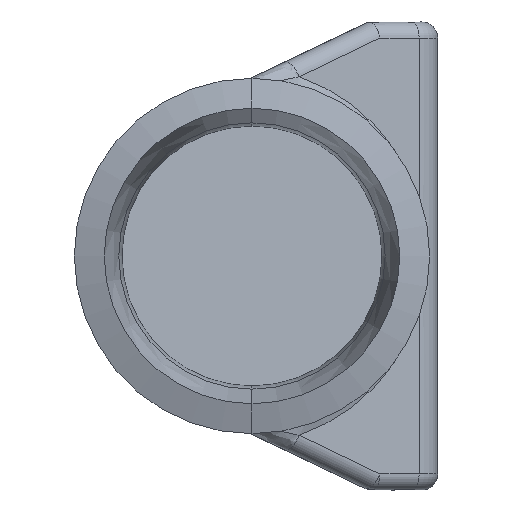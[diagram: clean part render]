
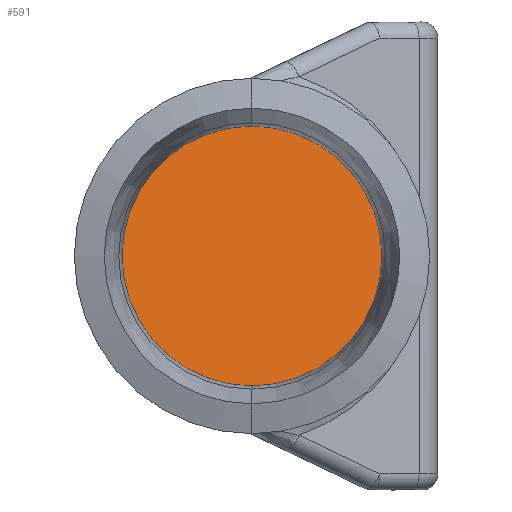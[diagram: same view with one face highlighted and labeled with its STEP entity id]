
A CAD part, left-side view. The second image highlights one B-rep face of the part: STEP entity #591.
In plain terms, the highlighted planar face has unit normal (-0.866, -0.5, 0).
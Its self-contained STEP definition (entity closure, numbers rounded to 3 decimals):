
#93 = CARTESIAN_POINT ( 'NONE',  ( 119.423, -21., -10.5 ) ) ;
#109 = DIRECTION ( 'NONE',  ( -0.866, -0.5, 0. ) ) ;
#232 = CARTESIAN_POINT ( 'NONE',  ( 107.298, 0., 10.5 ) ) ;
#253 = AXIS2_PLACEMENT_3D ( 'NONE', #1501, #109, #733 ) ;
#306 =( BOUNDED_CURVE ( )  B_SPLINE_CURVE ( 3, ( #1165, #93, #1912, #232 ),
 .UNSPECIFIED., .F., .T. ) 
 B_SPLINE_CURVE_WITH_KNOTS ( ( 4, 4 ),
 ( 1.571, 4.712 ),
 .UNSPECIFIED. ) 
 CURVE ( )  GEOMETRIC_REPRESENTATION_ITEM ( )  RATIONAL_B_SPLINE_CURVE ( ( 1., 0.333, 0.333, 1. ) ) 
 REPRESENTATION_ITEM ( '' )  );
#313 = EDGE_CURVE ( 'NONE', #1695, #792, #306, .T. ) ;
#438 = ORIENTED_EDGE ( 'NONE', *, *, #1901, .T. ) ;
#520 =( BOUNDED_CURVE ( )  B_SPLINE_CURVE ( 3, ( #1159, #843, #1779, #1459 ),
 .UNSPECIFIED., .F., .T. ) 
 B_SPLINE_CURVE_WITH_KNOTS ( ( 4, 4 ),
 ( 4.712, 7.854 ),
 .UNSPECIFIED. ) 
 CURVE ( )  GEOMETRIC_REPRESENTATION_ITEM ( )  RATIONAL_B_SPLINE_CURVE ( ( 1., 0.333, 0.333, 1. ) ) 
 REPRESENTATION_ITEM ( '' )  );
#543 = CARTESIAN_POINT ( 'NONE',  ( 107.298, 0., 10.5 ) ) ;
#591 = ADVANCED_FACE ( 'NONE', ( #1171 ), #1796, .T. ) ;
#687 = ORIENTED_EDGE ( 'NONE', *, *, #313, .T. ) ;
#733 = DIRECTION ( 'NONE',  ( 0.5, -0.866, 0. ) ) ;
#792 = VERTEX_POINT ( 'NONE', #543 ) ;
#843 = CARTESIAN_POINT ( 'NONE',  ( 95.174, 21., 10.5 ) ) ;
#1159 = CARTESIAN_POINT ( 'NONE',  ( 107.298, 0., 10.5 ) ) ;
#1165 = CARTESIAN_POINT ( 'NONE',  ( 107.298, 0., -10.5 ) ) ;
#1171 = FACE_OUTER_BOUND ( 'NONE', #1241, .T. ) ;
#1241 = EDGE_LOOP ( 'NONE', ( #438, #687 ) ) ;
#1270 = CARTESIAN_POINT ( 'NONE',  ( 107.298, 0., -10.5 ) ) ;
#1459 = CARTESIAN_POINT ( 'NONE',  ( 107.298, 0., -10.5 ) ) ;
#1501 = CARTESIAN_POINT ( 'NONE',  ( 115.381, -14., -52.767 ) ) ;
#1695 = VERTEX_POINT ( 'NONE', #1270 ) ;
#1779 = CARTESIAN_POINT ( 'NONE',  ( 95.174, 21., -10.5 ) ) ;
#1796 = PLANE ( 'NONE',  #253 ) ;
#1901 = EDGE_CURVE ( 'NONE', #792, #1695, #520, .T. ) ;
#1912 = CARTESIAN_POINT ( 'NONE',  ( 119.423, -21., 10.5 ) ) ;
